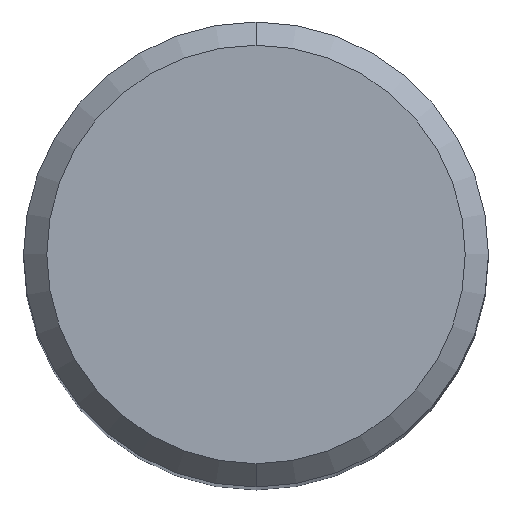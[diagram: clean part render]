
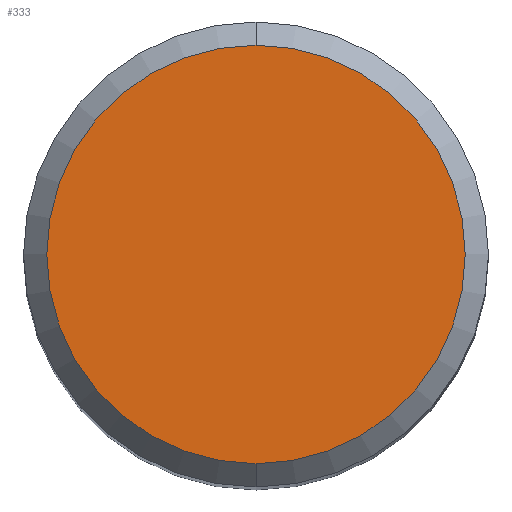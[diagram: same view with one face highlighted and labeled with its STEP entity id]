
A CAD part, top view. The second image highlights one B-rep face of the part: STEP entity #333.
In plain terms, the highlighted planar face has unit normal (0, 0, 1).
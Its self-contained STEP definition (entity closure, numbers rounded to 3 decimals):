
#187=VERTEX_POINT('',#494);
#233=EDGE_CURVE('',#187,#339,#545,.T.);
#333=ADVANCED_FACE('',(#653),#654,.T.);
#339=VERTEX_POINT('',#661);
#345=EDGE_CURVE('',#339,#187,#667,.T.);
#494=CARTESIAN_POINT('',(0.0,5.4,0.0));
#545=CIRCLE('',#924,5.4);
#653=FACE_OUTER_BOUND('',#1168,.T.);
#654=PLANE('',#1169);
#661=CARTESIAN_POINT('',(0.,-5.4,0.0));
#667=CIRCLE('',#1184,5.4);
#924=AXIS2_PLACEMENT_3D('',#1589,#1590,#1591);
#1168=EDGE_LOOP('',(#1687,#1688));
#1169=AXIS2_PLACEMENT_3D('',#1689,#1690,#1691);
#1184=AXIS2_PLACEMENT_3D('',#1703,#1704,#1705);
#1589=CARTESIAN_POINT('',(0.0,0.0,0.0));
#1590=DIRECTION('',(0.0,0.0,-1.0));
#1591=DIRECTION('',(0.0,1.0,0.0));
#1687=ORIENTED_EDGE('',*,*,#233,.F.);
#1688=ORIENTED_EDGE('',*,*,#345,.F.);
#1689=CARTESIAN_POINT('',(0.0,2.7,0.0));
#1690=DIRECTION('',(-0.0,0.0,1.0));
#1691=DIRECTION('',(0.0,-1.0,0.0));
#1703=CARTESIAN_POINT('',(0.0,0.0,0.0));
#1704=DIRECTION('',(0.0,0.0,-1.0));
#1705=DIRECTION('',(0.0,1.0,0.0));
